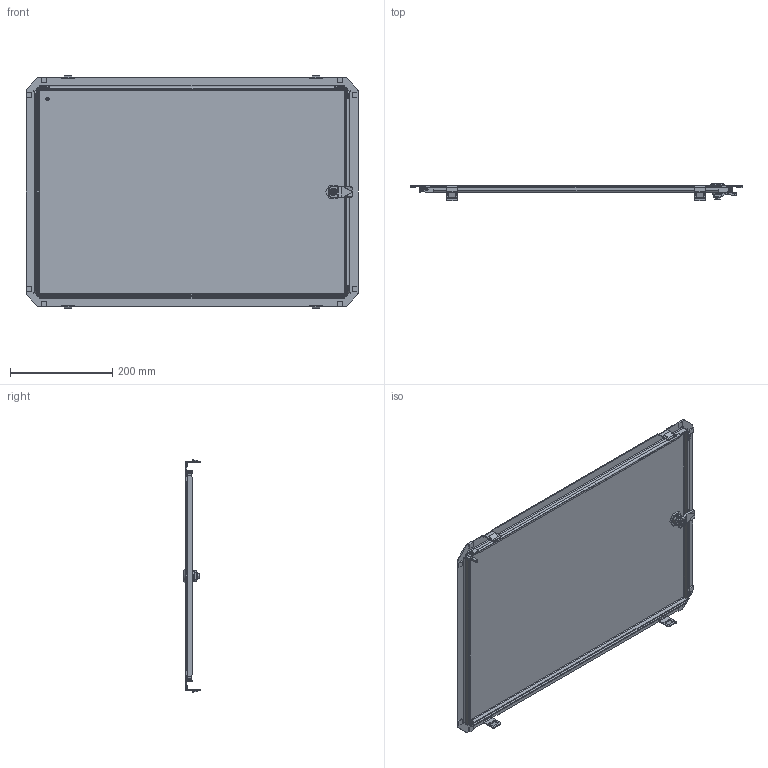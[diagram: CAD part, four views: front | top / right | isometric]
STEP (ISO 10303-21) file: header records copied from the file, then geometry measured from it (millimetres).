
FILE_DESCRIPTION (( 'STEP AP214' ), '1' );
FILE_NAME ('IDS ARCA 5070.STEP', '2015-09-17T07:48:51', ( '' ), ( '' ), 'SwSTEP 2.0', 'SolidWorks 2014', '' );
FILE_SCHEMA (( 'AUTOMOTIVE_DESIGN' ));
Length unit declared in the file: millimetre
Products named in the file (14): 5070 Frame 0610095A; KVT_S_M4_2; 5070 Frame 0610095B; IDS ARCA 5070; 12750_A1; IDS cam; 1000-u187-n2_asm; 1000-02; 1000-102A-D_ASM; 1000-102A-2X; 1000-102A-1X_AF0; 5070 inner cover 0610094B; KVT_FH4_M6_12
Assembly tree (14 placements, depth 4):
  IDS ARCA 5070
    5070 Frame 0610095A
      5070 Frame 0610095B
      KVT_S_M4_2  x2
    5070 inner cover 0610094B
      5070 inner cover 0610094B
      KVT_FH4_M6_12
    12750_A1
      1000-102A-D_ASM
        1000-102A-1X_AF0
        1000-102A-2X
      1000-02
      1000-u187-n2_asm
      IDS cam
Bounding box: 648.5 x 33 x 454.45 mm (x, y, z)
Volume: 670258.7 mm3; surface area: 681523.1 mm2
Topology: 11 solids, 11 shells, 862 faces, 2153 edges, 1315 vertices
Faces by surface type: plane 479, cylinder 265, cone 50, bspline 36, torus 26, sphere 6
Full cylindrical faces by diameter (mm): 7.1 x2
Entity records: 32062 total; most frequent: CARTESIAN_POINT 7173, ORIENTED_EDGE 4214, DIRECTION 4182, EDGE_CURVE 2107, AXIS2_PLACEMENT_3D 1403, VECTOR 1376, LINE 1376, VERTEX_POINT 1291
